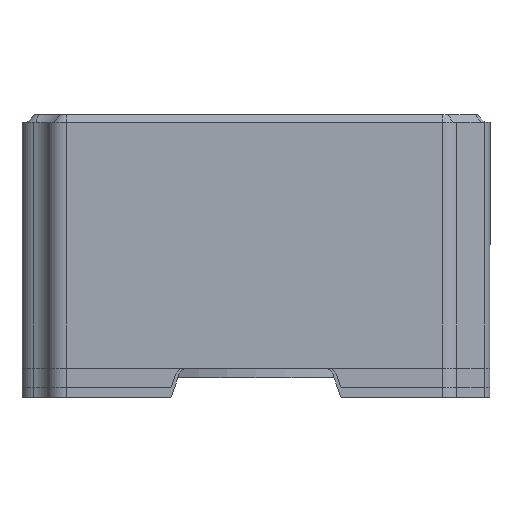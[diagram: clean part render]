
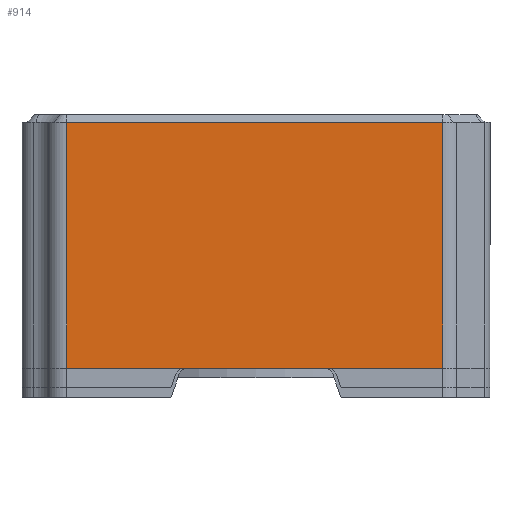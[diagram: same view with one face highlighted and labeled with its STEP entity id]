
A CAD part, left-side view. The second image highlights one B-rep face of the part: STEP entity #914.
In plain terms, the highlighted planar face has unit normal (-1, 0, 0).
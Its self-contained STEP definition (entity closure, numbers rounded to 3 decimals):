
#914 = ADVANCED_FACE( '', ( #2274 ), #2275, .T. );
#2274 = FACE_OUTER_BOUND( '', #4230, .T. );
#2275 = PLANE( '', #4231 );
#4230 = EDGE_LOOP( '', ( #6942, #6943, #6944, #6945 ) );
#4231 = AXIS2_PLACEMENT_3D( '', #6946, #6947, #6948 );
#6942 = ORIENTED_EDGE( '', *, *, #13004, .F. );
#6943 = ORIENTED_EDGE( '', *, *, #13005, .T. );
#6944 = ORIENTED_EDGE( '', *, *, #13006, .T. );
#6945 = ORIENTED_EDGE( '', *, *, #13007, .T. );
#6946 = CARTESIAN_POINT( '', ( -2.4, -2., 2.6 ) );
#6947 = DIRECTION( '', ( -1., 0., 0. ) );
#6948 = DIRECTION( '', ( 0., 0., 1. ) );
#13004 = EDGE_CURVE( '', #15236, #15237, #15238, .T. );
#13005 = EDGE_CURVE( '', #15236, #15239, #15240, .F. );
#13006 = EDGE_CURVE( '', #15239, #15241, #15242, .T. );
#13007 = EDGE_CURVE( '', #15241, #15237, #15243, .T. );
#15236 = VERTEX_POINT( '', #18483 );
#15237 = VERTEX_POINT( '', #18484 );
#15238 = LINE( '', #18485, #18486 );
#15239 = VERTEX_POINT( '', #18487 );
#15240 = LINE( '', #18488, #18489 );
#15241 = VERTEX_POINT( '', #18490 );
#15242 = LINE( '', #18491, #18492 );
#15243 = LINE( '', #18493, #18494 );
#18483 = CARTESIAN_POINT( '', ( -2.4, -1.917, 0. ) );
#18484 = CARTESIAN_POINT( '', ( -2.4, 1.942, 0. ) );
#18485 = CARTESIAN_POINT( '', ( -2.4, -2., 0. ) );
#18486 = VECTOR( '', #24303, 1000. );
#18487 = CARTESIAN_POINT( '', ( -2.4, -1.917, 2.52 ) );
#18488 = CARTESIAN_POINT( '', ( -2.4, -1.917, 2.6 ) );
#18489 = VECTOR( '', #24304, 1000. );
#18490 = CARTESIAN_POINT( '', ( -2.4, 1.942, 2.52 ) );
#18491 = CARTESIAN_POINT( '', ( -2.4, -1.917, 2.52 ) );
#18492 = VECTOR( '', #24305, 1000. );
#18493 = CARTESIAN_POINT( '', ( -2.4, 1.942, 2.6 ) );
#18494 = VECTOR( '', #24306, 1000. );
#24303 = DIRECTION( '', ( 0., 1., 0. ) );
#24304 = DIRECTION( '', ( 0., 0., -1. ) );
#24305 = DIRECTION( '', ( 0., 1., 0. ) );
#24306 = DIRECTION( '', ( 0., 0., -1. ) );
